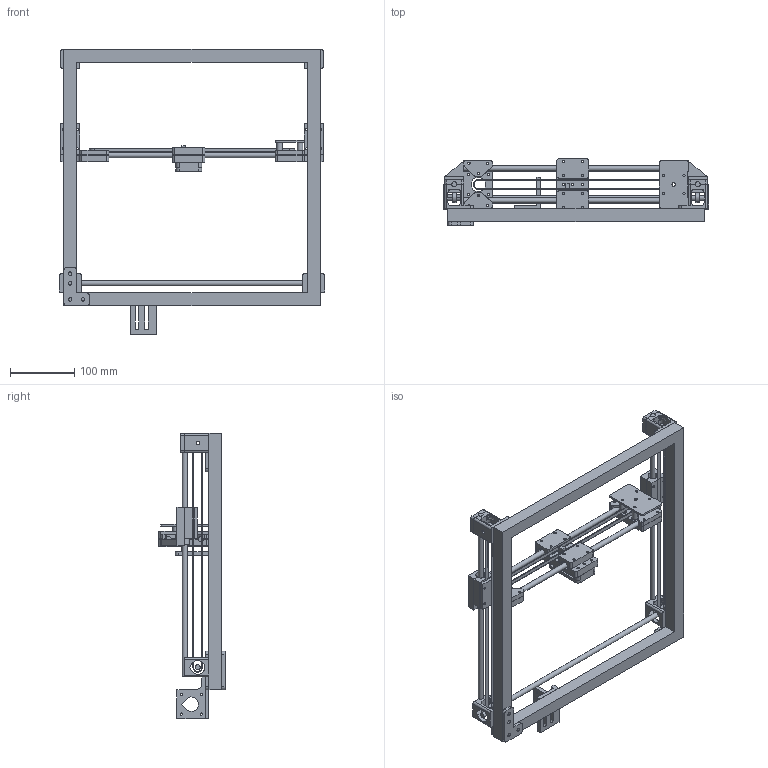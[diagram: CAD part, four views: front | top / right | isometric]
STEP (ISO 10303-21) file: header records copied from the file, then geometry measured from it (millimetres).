
FILE_DESCRIPTION(/* description */ (''),/* implementation_level */ '2;1');
FILE_NAME(/* name */ 'prt01 v26.step',/* time_stamp */ '2020-04-10T13:27:25+09:00',/* author */ (''),/* organization */ (''),/* preprocessor_version */ 'ST-DEVELOPER v18',/* originating_system */ 'Autodesk Translation Framework v8.12.0.6',/* authorisation */ '');
FILE_SCHEMA (('AUTOMOTIVE_DESIGN { 1 0 10303 214 3 1 1 }'));
Length unit declared in the file: millimetre
Products named in the file (1): prt01
Bounding box: 414 x 103 x 445 mm (x, y, z)
Volume: 1097813.1 mm3; surface area: 369949 mm2
Topology: 33 solids, 33 shells, 758 faces, 1979 edges, 1316 vertices
Faces by surface type: plane 379, cylinder 375, cone 4
Full cylindrical faces by diameter (mm): 3.5 x119, 5.5 x26, 8 x5, 8.1 x1, 9 x4, 15 x1, 22.5 x1
Entity records: 24611 total; most frequent: CARTESIAN_POINT 4752, DIRECTION 4174, ORIENTED_EDGE 3958, EDGE_CURVE 1979, AXIS2_PLACEMENT_3D 1500, VERTEX_POINT 1316, LINE 1174, VECTOR 1174
